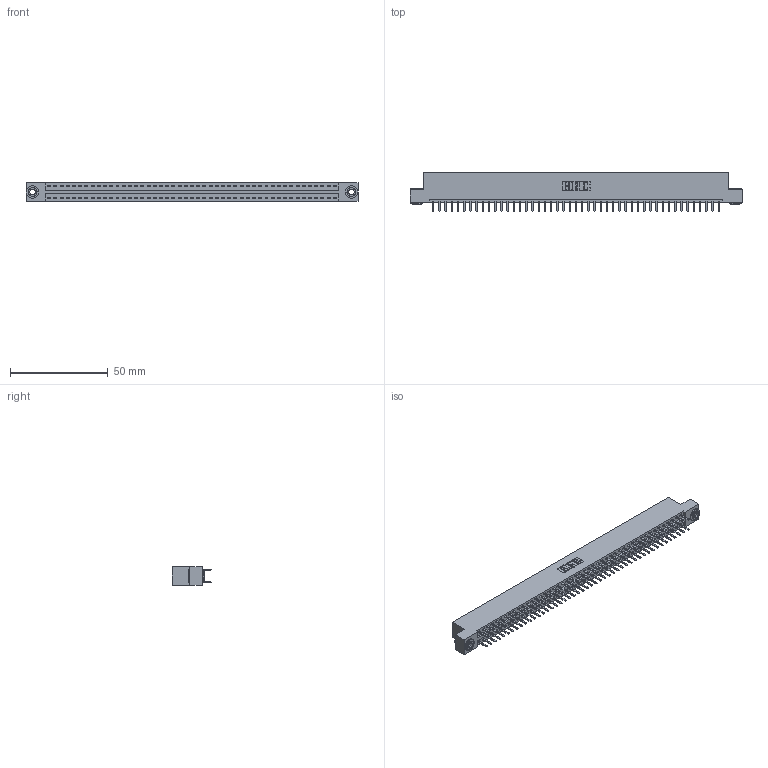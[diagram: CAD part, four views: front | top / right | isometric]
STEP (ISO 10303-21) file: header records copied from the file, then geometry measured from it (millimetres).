
FILE_DESCRIPTION (( 'STEP AP203' ), '1' );
FILE_NAME ('396-094-520-203.STEP', '2019-10-31T03:03:14', ( '' ), ( '' ), 'SwSTEP 2.0', 'SolidWorks 2016', '' );
FILE_SCHEMA (( 'CONFIG_CONTROL_DESIGN' ));
Length unit declared in the file: inch
Products named in the file (4): 396-094-520-203; 346 Part_Flush Mounting Lugs - 0.156 Dia-TH; 345-292-001_345-293-120; 345-250-002_345-250-002-102
Assembly tree (97 placements, depth 2):
  396-094-520-203
    346 Part_Flush Mounting Lugs - 0.156 Dia-TH
    345-292-001_345-293-120  x94
    345-250-002_345-250-002-102  x2
Bounding box: 169.8 x 20.02 x 9.4 mm (x, y, z)
Volume: 16574.4 mm3; surface area: 22978.6 mm2
Topology: 97 solids, 97 shells, 5424 faces, 15727 edges, 10230 vertices
Faces by surface type: plane 3564, cylinder 1852, cone 8
Entity records: 30764 total; most frequent: CARTESIAN_POINT 5051, ORIENTED_EDGE 4966, DIRECTION 4521, EDGE_CURVE 2483, VECTOR 2135, LINE 2135, VERTEX_POINT 1650, AXIS2_PLACEMENT_3D 1193
